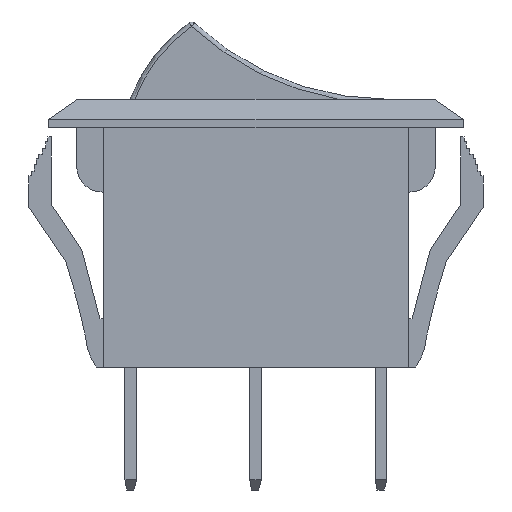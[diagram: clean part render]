
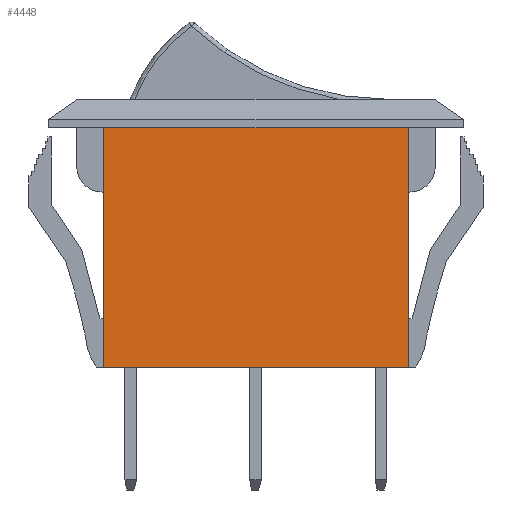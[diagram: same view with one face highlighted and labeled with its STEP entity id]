
A CAD part, front view. The second image highlights one B-rep face of the part: STEP entity #4448.
In plain terms, the highlighted planar face has unit normal (0, -1, 0).
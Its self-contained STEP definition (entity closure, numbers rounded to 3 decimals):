
#144=PLANE('',#4657);
#373=LINE('',#6005,#793);
#546=LINE('',#6376,#966);
#548=LINE('',#6379,#968);
#549=LINE('',#6381,#969);
#793=VECTOR('',#5100,1000.);
#966=VECTOR('',#5423,1000.);
#968=VECTOR('',#5427,1000.);
#969=VECTOR('',#5428,1000.);
#1759=ORIENTED_EDGE('',*,*,#2191,.F.);
#1760=ORIENTED_EDGE('',*,*,#2376,.F.);
#1761=ORIENTED_EDGE('',*,*,#2378,.F.);
#1762=ORIENTED_EDGE('',*,*,#2379,.F.);
#2191=EDGE_CURVE('',#2584,#2585,#373,.T.);
#2376=EDGE_CURVE('',#2707,#2584,#546,.T.);
#2378=EDGE_CURVE('',#2708,#2707,#548,.T.);
#2379=EDGE_CURVE('',#2585,#2708,#549,.T.);
#2584=VERTEX_POINT('',#6004);
#2585=VERTEX_POINT('',#6006);
#2707=VERTEX_POINT('',#6375);
#2708=VERTEX_POINT('',#6380);
#2928=EDGE_LOOP('',(#1759,#1760,#1761,#1762));
#3108=FACE_BOUND('',#2928,.T.);
#4448=ADVANCED_FACE('',(#3108),#144,.F.);
#4657=AXIS2_PLACEMENT_3D('',#6378,#5425,#5426);
#5100=DIRECTION('',(1.,0.,0.));
#5423=DIRECTION('',(0.,0.,1.));
#5425=DIRECTION('',(0.,1.,0.));
#5426=DIRECTION('',(0.,0.,1.));
#5427=DIRECTION('',(-1.,0.,0.));
#5428=DIRECTION('',(0.,0.,-1.));
#6004=CARTESIAN_POINT('',(-11.598,-6.9,8.099));
#6005=CARTESIAN_POINT('',(0.,-6.9,8.099));
#6006=CARTESIAN_POINT('',(11.598,-6.9,8.099));
#6375=CARTESIAN_POINT('',(-11.598,-6.9,-10.151));
#6376=CARTESIAN_POINT('',(-11.598,-6.9,8.099));
#6378=CARTESIAN_POINT('',(0.,-6.9,0.));
#6379=CARTESIAN_POINT('',(-11.598,-6.9,-10.151));
#6380=CARTESIAN_POINT('',(11.598,-6.9,-10.151));
#6381=CARTESIAN_POINT('',(11.598,-6.9,8.099));
